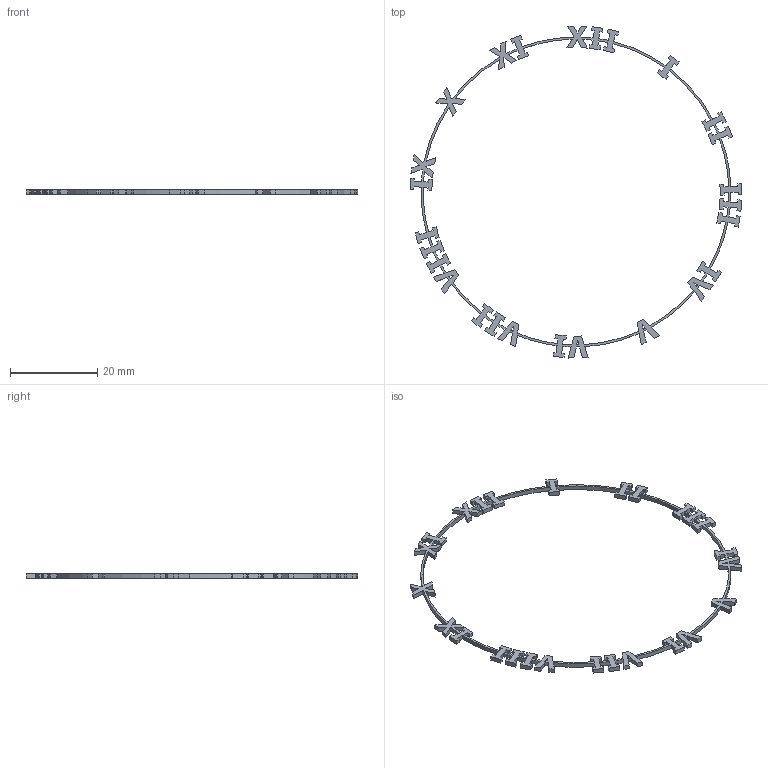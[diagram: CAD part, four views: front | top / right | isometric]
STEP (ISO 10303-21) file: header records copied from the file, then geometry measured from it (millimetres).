
FILE_DESCRIPTION(/* description */ ('KiCad electronic assembly'),/* implementation_level */ '2;1');
FILE_NAME(/* name */ 'STP_PRH0004_Relogium_12_Hours_Round.step',/* time_stamp */ '2025-10-29T23:20:49Z',/* author */ (''),/* organization */ (''),/* preprocessor_version */ 'ST-DEVELOPER v20.1',/* originating_system */ 'Autodesk Translation Framework v14.17.0.0',/* authorisation */ '');
FILE_SCHEMA (('AUTOMOTIVE_DESIGN { 1 0 10303 214 3 1 1 }'));
Length unit declared in the file: millimetre
Products named in the file (3): STP_PRH0004 1; Back Cover; 12 Hours
Assembly tree (2 placements, depth 3):
  STP_PRH0004 1
    Back Cover
      12 Hours
Bounding box: 76.03 x 76.05 x 1 mm (x, y, z)
Volume: 341.5 mm3; surface area: 1525.4 mm2
Topology: 1 solids, 1 shells, 417 faces, 1245 edges, 830 vertices
Faces by surface type: plane 355, cylinder 62
Entity records: 13940 total; most frequent: CARTESIAN_POINT 2497, ORIENTED_EDGE 2490, DIRECTION 2213, EDGE_CURVE 1245, LINE 1121, VECTOR 1121, VERTEX_POINT 830, AXIS2_PLACEMENT_3D 546
